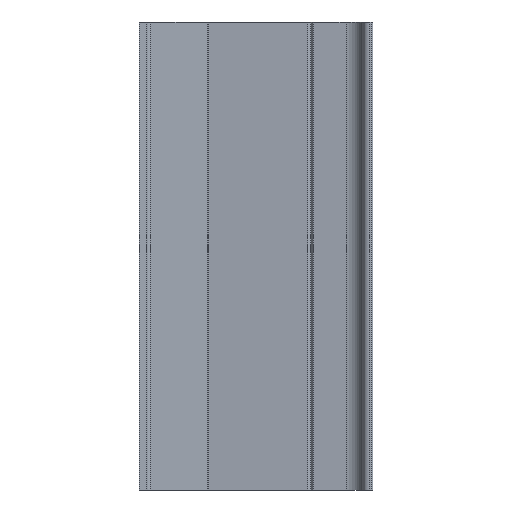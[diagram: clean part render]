
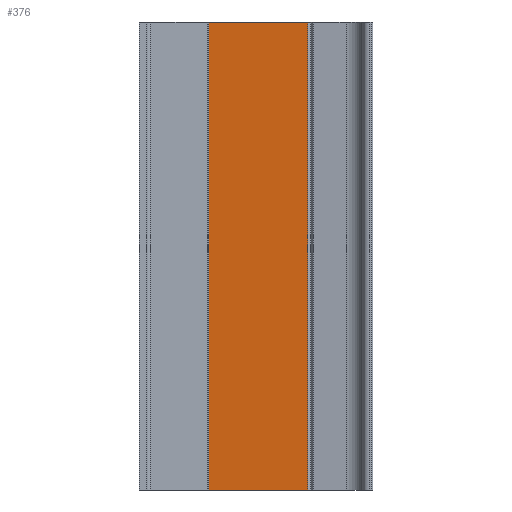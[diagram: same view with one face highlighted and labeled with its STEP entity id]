
A CAD part, left-side view. The second image highlights one B-rep face of the part: STEP entity #376.
In plain terms, the highlighted planar face has unit normal (-0.992, 0.124, 0).
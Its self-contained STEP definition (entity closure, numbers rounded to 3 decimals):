
#288 = VERTEX_POINT ( 'NONE', #1256 ) ;
#292 = EDGE_CURVE ( 'NONE', #381, #288, #1290, .T. ) ;
#372 = EDGE_CURVE ( 'NONE', #373, #374, #1405, .T. ) ;
#373 = VERTEX_POINT ( 'NONE', #1449 ) ;
#374 = VERTEX_POINT ( 'NONE', #1434 ) ;
#375 = EDGE_LOOP ( 'NONE', ( #505, #499, #379, #380 ) ) ;
#376 = ADVANCED_FACE ( 'NONE', ( #1389 ), #1457, .F. ) ;
#377 = EDGE_CURVE ( 'NONE', #381, #373, #1419, .T. ) ;
#378 = EDGE_CURVE ( 'NONE', #288, #374, #1401, .T. ) ;
#379 = ORIENTED_EDGE ( 'NONE', *, *, #377, .F. ) ;
#380 = ORIENTED_EDGE ( 'NONE', *, *, #292, .T. ) ;
#381 = VERTEX_POINT ( 'NONE', #1402 ) ;
#499 = ORIENTED_EDGE ( 'NONE', *, *, #372, .F. ) ;
#505 = ORIENTED_EDGE ( 'NONE', *, *, #378, .T. ) ;
#1256 = CARTESIAN_POINT ( 'NONE',  ( -1034.256, 3394.043, 0. ) ) ;
#1284 = DIRECTION ( 'NONE',  ( 0., 0., -1. ) ) ;
#1288 = CARTESIAN_POINT ( 'NONE',  ( -1034.256, 3394.043, 120. ) ) ;
#1289 = VECTOR ( 'NONE', #1284, 1000. ) ;
#1290 = LINE ( 'NONE', #1288, #1289 ) ;
#1387 = DIRECTION ( 'NONE',  ( -0.124, -0.992, 0. ) ) ;
#1388 = VECTOR ( 'NONE', #1387, 1000. ) ;
#1389 = FACE_OUTER_BOUND ( 'NONE', #375, .T. ) ;
#1396 = DIRECTION ( 'NONE',  ( 0.124, 0.992, 0. ) ) ;
#1397 = DIRECTION ( 'NONE',  ( 0.992, -0.124, 0. ) ) ;
#1398 = DIRECTION ( 'NONE',  ( -0.124, -0.992, 0. ) ) ;
#1399 = VECTOR ( 'NONE', #1398, 1000. ) ;
#1400 = CARTESIAN_POINT ( 'NONE',  ( -1034.256, 3394.043, 0. ) ) ;
#1401 = LINE ( 'NONE', #1400, #1399 ) ;
#1402 = CARTESIAN_POINT ( 'NONE',  ( -1034.256, 3394.043, 120. ) ) ;
#1405 = LINE ( 'NONE', #1460, #1459 ) ;
#1408 = AXIS2_PLACEMENT_3D ( 'NONE', #1418, #1397, #1396 ) ;
#1418 = CARTESIAN_POINT ( 'NONE',  ( -1034.256, 3394.043, 120. ) ) ;
#1419 = LINE ( 'NONE', #1455, #1388 ) ;
#1434 = CARTESIAN_POINT ( 'NONE',  ( -1037.431, 3368.642, 0. ) ) ;
#1449 = CARTESIAN_POINT ( 'NONE',  ( -1037.431, 3368.642, 120. ) ) ;
#1455 = CARTESIAN_POINT ( 'NONE',  ( -1034.256, 3394.043, 120. ) ) ;
#1457 = PLANE ( 'NONE',  #1408 ) ;
#1458 = DIRECTION ( 'NONE',  ( 0., 0., -1. ) ) ;
#1459 = VECTOR ( 'NONE', #1458, 1000. ) ;
#1460 = CARTESIAN_POINT ( 'NONE',  ( -1037.431, 3368.642, 120. ) ) ;
